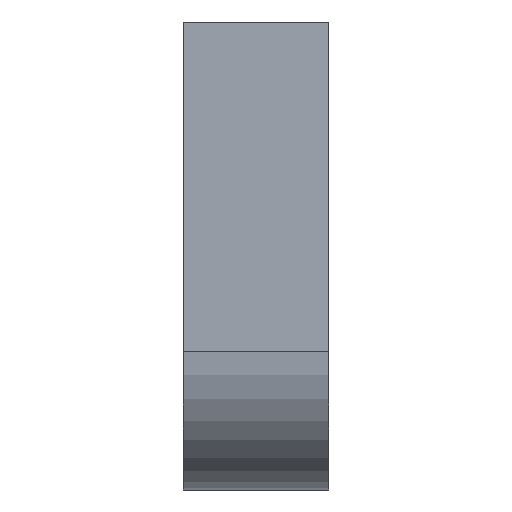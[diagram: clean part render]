
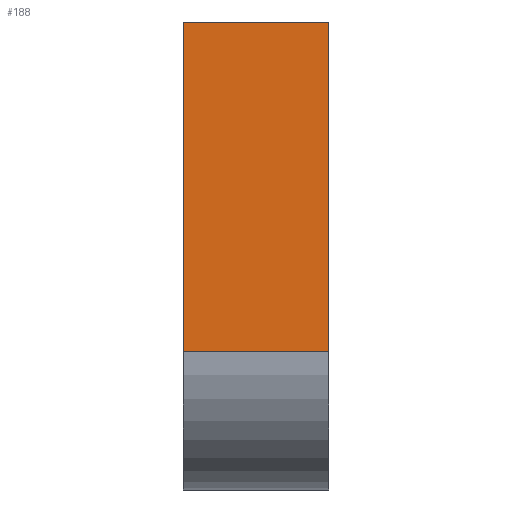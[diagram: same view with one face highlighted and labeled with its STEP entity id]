
A CAD part, front view. The second image highlights one B-rep face of the part: STEP entity #188.
In plain terms, the highlighted planar face has unit normal (0, -1, 0).
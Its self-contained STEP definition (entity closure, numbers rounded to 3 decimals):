
#188=ADVANCED_FACE('',(#269),#240,.T.);
#240=PLANE('',#754);
#269=FACE_OUTER_BOUND('',#313,.T.);
#313=EDGE_LOOP('',(#425,#426,#427,#428));
#425=ORIENTED_EDGE('',*,*,#636,.F.);
#426=ORIENTED_EDGE('',*,*,#637,.F.);
#427=ORIENTED_EDGE('',*,*,#638,.T.);
#428=ORIENTED_EDGE('',*,*,#634,.T.);
#569=VERTEX_POINT('',#1132);
#570=VERTEX_POINT('',#1134);
#571=VERTEX_POINT('',#1138);
#572=VERTEX_POINT('',#1140);
#634=EDGE_CURVE('',#570,#569,#689,.T.);
#636=EDGE_CURVE('',#571,#569,#691,.T.);
#637=EDGE_CURVE('',#572,#571,#692,.T.);
#638=EDGE_CURVE('',#572,#570,#693,.T.);
#689=LINE('',#1133,#715);
#691=LINE('',#1137,#717);
#692=LINE('',#1139,#718);
#693=LINE('',#1141,#719);
#715=VECTOR('',#894,1.);
#717=VECTOR('',#898,1.);
#718=VECTOR('',#899,1.);
#719=VECTOR('',#900,1.);
#754=AXIS2_PLACEMENT_3D('',#1142,#901,#902);
#894=DIRECTION('',(-1.,0.,0.));
#898=DIRECTION('',(0.,0.,1.));
#899=DIRECTION('',(-1.,0.,0.));
#900=DIRECTION('',(0.,0.,1.));
#901=DIRECTION('',(0.,-1.,0.));
#902=DIRECTION('',(0.,0.,-1.));
#1132=CARTESIAN_POINT('',(0.,0.,9.5));
#1133=CARTESIAN_POINT('',(4.2,0.,9.5));
#1134=CARTESIAN_POINT('',(4.2,0.,9.5));
#1137=CARTESIAN_POINT('',(0.,0.,0.));
#1138=CARTESIAN_POINT('',(0.,0.,0.));
#1139=CARTESIAN_POINT('',(4.2,0.,0.));
#1140=CARTESIAN_POINT('',(4.2,0.,0.));
#1141=CARTESIAN_POINT('',(4.2,0.,0.));
#1142=CARTESIAN_POINT('',(4.2,0.,0.));
